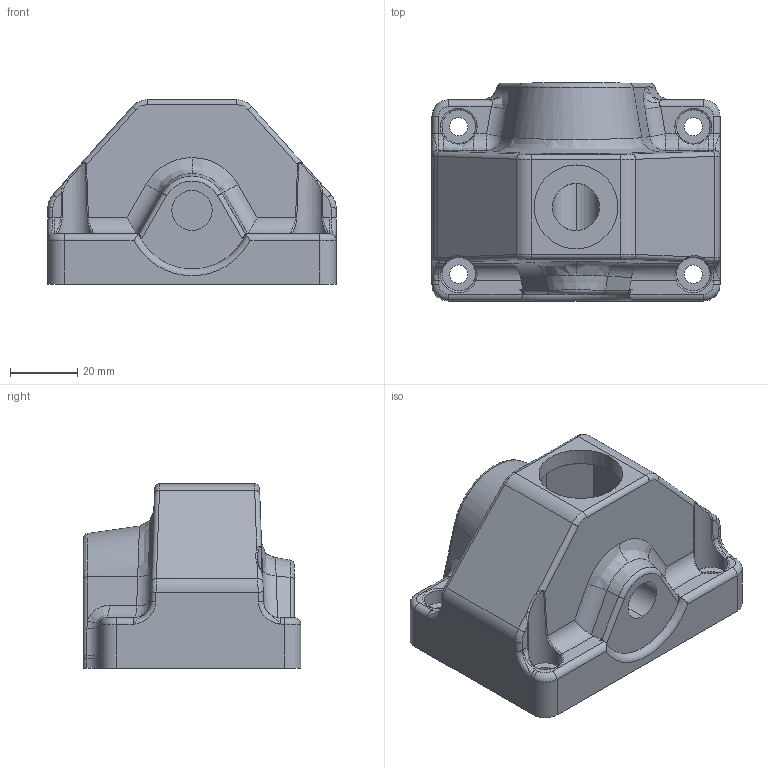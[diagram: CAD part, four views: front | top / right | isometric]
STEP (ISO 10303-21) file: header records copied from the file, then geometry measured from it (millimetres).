
FILE_DESCRIPTION (( 'STEP AP203' ), '1' );
FILE_NAME ('R241.012.001.STEP', '2015-06-12T12:00:46', ( '' ), ( '' ), 'SwSTEP 2.0', 'SolidWorks 2012', '' );
FILE_SCHEMA (( 'CONFIG_CONTROL_DESIGN' ));
Length unit declared in the file: millimetre
Products named in the file (1): R241.012.001
Bounding box: 86 x 65 x 55 mm (x, y, z)
Volume: 67583.9 mm3; surface area: 39364.2 mm2
Topology: 1 solids, 1 shells, 381 faces, 964 edges, 588 vertices
Faces by surface type: cylinder 152, plane 101, bspline 69, torus 51, sphere 7, cone 1
Entity records: 14789 total; most frequent: CARTESIAN_POINT 6187, ORIENTED_EDGE 1916, DIRECTION 1684, EDGE_CURVE 958, AXIS2_PLACEMENT_3D 662, VERTEX_POINT 588, EDGE_LOOP 400, FACE_OUTER_BOUND 381
